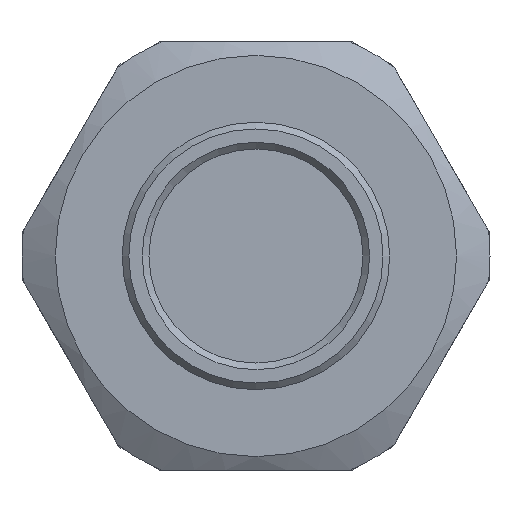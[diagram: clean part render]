
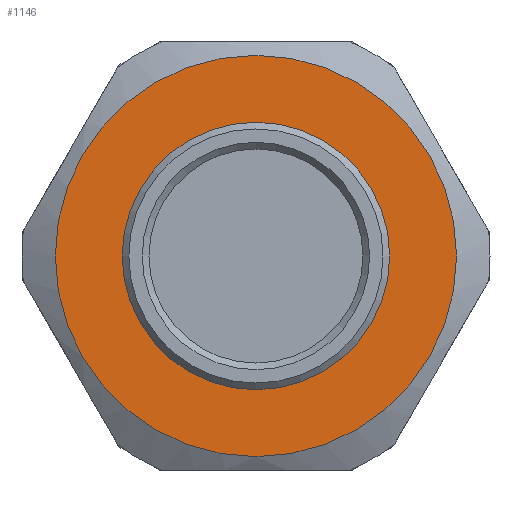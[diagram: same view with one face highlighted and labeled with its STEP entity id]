
A CAD part, front view. The second image highlights one B-rep face of the part: STEP entity #1146.
In plain terms, the highlighted planar face has unit normal (0, -1, 0).
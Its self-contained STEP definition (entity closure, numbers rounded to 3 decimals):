
#130=FACE_BOUND('',#424,.T.);
#358=FACE_OUTER_BOUND('',#423,.T.);
#423=EDGE_LOOP('',(#975));
#424=EDGE_LOOP('',(#976));
#470=CIRCLE('',#1253,15.);
#472=CIRCLE('',#1256,9.5);
#570=VERTEX_POINT('',#1955);
#571=VERTEX_POINT('',#1960);
#711=EDGE_CURVE('',#570,#570,#470,.T.);
#713=EDGE_CURVE('',#571,#571,#472,.T.);
#975=ORIENTED_EDGE('',*,*,#711,.F.);
#976=ORIENTED_EDGE('',*,*,#713,.T.);
#1094=PLANE('',#1255);
#1146=ADVANCED_FACE('',(#358,#130),#1094,.T.);
#1253=AXIS2_PLACEMENT_3D('',#1957,#1476,#1477);
#1255=AXIS2_PLACEMENT_3D('',#1959,#1480,#1481);
#1256=AXIS2_PLACEMENT_3D('',#1961,#1482,#1483);
#1476=DIRECTION('center_axis',(0.,1.,0.));
#1477=DIRECTION('ref_axis',(1.,0.,0.));
#1480=DIRECTION('center_axis',(0.,-1.,0.));
#1481=DIRECTION('ref_axis',(0.,0.,-1.));
#1482=DIRECTION('center_axis',(0.,1.,0.));
#1483=DIRECTION('ref_axis',(1.,0.,0.));
#1955=CARTESIAN_POINT('',(148.026,55.95,148.413));
#1957=CARTESIAN_POINT('Origin',(133.026,55.95,148.413));
#1959=CARTESIAN_POINT('Origin',(118.026,55.95,148.413));
#1960=CARTESIAN_POINT('',(142.526,55.95,148.413));
#1961=CARTESIAN_POINT('Origin',(133.026,55.95,148.413));
